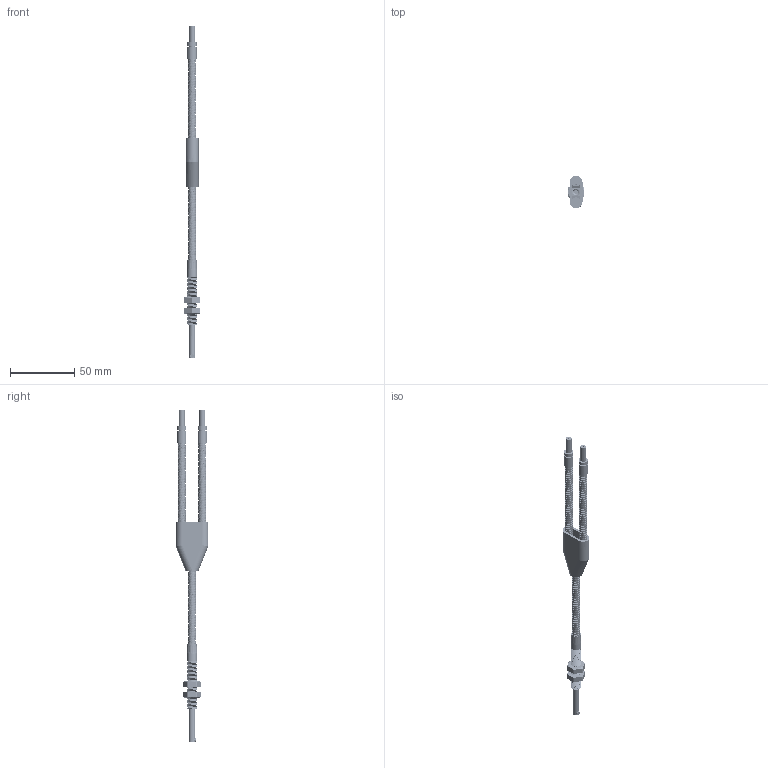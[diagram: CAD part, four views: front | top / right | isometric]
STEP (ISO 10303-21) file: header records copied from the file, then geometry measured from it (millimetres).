
FILE_DESCRIPTION((''),'2;1');
FILE_NAME('161937_ASM','2014-10-17T',('pdmadmin'),(''),'PRO/ENGINEER BY PARAMETRIC TECHNOLOGY CORPORATION, 2013230','PRO/ENGINEER BY PARAMETRIC TECHNOLOGY CORPORATION, 2013230','');
FILE_SCHEMA(('CONFIG_CONTROL_DESIGN'));
Length unit declared in the file: inch
Products named in the file (8): SHRINK_TUBE_3X-25_X_1-5; SS_TUBING_25; COLLAR_-50_X_-31; TERMINUS_-29; GFF_5-16X24_1-5_BRASS_INST; 39427; SMETA_ANY; 161937_ASM
Assembly tree (11 placements, depth 2):
  161937_ASM
    SHRINK_TUBE_3X-25_X_1-5
    SS_TUBING_25  x3
    COLLAR_-50_X_-31
    TERMINUS_-29  x2
    GFF_5-16X24_1-5_BRASS_INST
    39427  x2
    SMETA_ANY
Bounding box: 12.74 x 25.4 x 259.26 mm (x, y, z)
Volume: 9886.9 mm3; surface area: 25395.4 mm2
Topology: 11 solids, 11 shells, 600 faces, 1344 edges, 775 vertices
Faces by surface type: bspline 344, cylinder 140, plane 58, cone 58
Entity records: 43177 total; most frequent: CARTESIAN_POINT 36644, ORIENTED_EDGE 1494, DIRECTION 964, EDGE_CURVE 747, VERTEX_POINT 449, EDGE_LOOP 334, AXIS2_PLACEMENT_3D 330, B_SPLINE_CURVE_WITH_KNOTS 322
